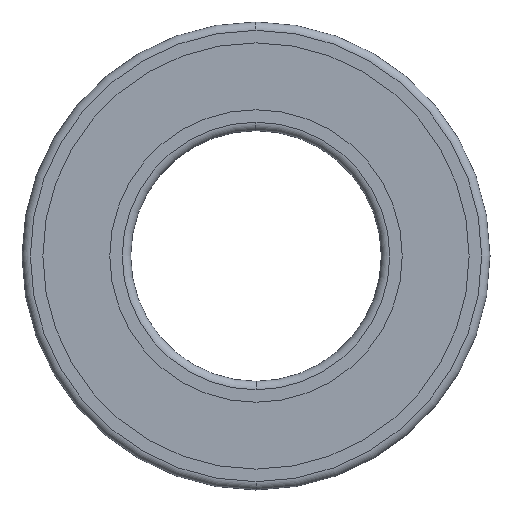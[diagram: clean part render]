
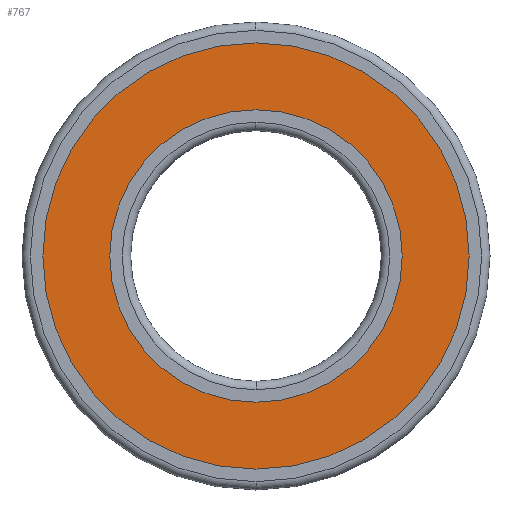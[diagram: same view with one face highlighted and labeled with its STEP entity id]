
A CAD part, left-side view. The second image highlights one B-rep face of the part: STEP entity #767.
In plain terms, the highlighted planar face has unit normal (-1, 0, 0).
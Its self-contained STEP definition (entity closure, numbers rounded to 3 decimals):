
#54 = DIRECTION ( 'NONE',  ( 0., 0., -1. ) ) ;
#55 = DIRECTION ( 'NONE',  ( 1., 0., 0. ) ) ;
#57 = PLANE ( 'NONE',  #693 ) ;
#66 = CARTESIAN_POINT ( 'NONE',  ( 0.5, 12.75, 0. ) ) ;
#203 = DIRECTION ( 'NONE',  ( 0., 0., 1. ) ) ;
#204 = DIRECTION ( 'NONE',  ( -1., 0., 0. ) ) ;
#205 = CARTESIAN_POINT ( 'NONE',  ( 0.5, 0., 0. ) ) ;
#214 = DIRECTION ( 'NONE',  ( 0., 0., 1. ) ) ;
#215 = DIRECTION ( 'NONE',  ( -1., 0., 0. ) ) ;
#218 = CARTESIAN_POINT ( 'NONE',  ( 0.5, 0., 0. ) ) ;
#221 = DIRECTION ( 'NONE',  ( 0., 0., 1. ) ) ;
#222 = DIRECTION ( 'NONE',  ( -1., 0., 0. ) ) ;
#223 = CARTESIAN_POINT ( 'NONE',  ( 0.5, 0., 0. ) ) ;
#224 = DIRECTION ( 'NONE',  ( 0., 0., 1. ) ) ;
#225 = DIRECTION ( 'NONE',  ( -1., 0., 0. ) ) ;
#226 = CARTESIAN_POINT ( 'NONE',  ( 0.5, 0., 0. ) ) ;
#246 = CARTESIAN_POINT ( 'NONE',  ( 0.5, 0., 12.75 ) ) ;
#268 = CARTESIAN_POINT ( 'NONE',  ( 0.5, 0., -12.75 ) ) ;
#269 = CARTESIAN_POINT ( 'NONE',  ( 0.5, 0., -8.75 ) ) ;
#273 = CARTESIAN_POINT ( 'NONE',  ( 0.5, 0., 8.75 ) ) ;
#318 = EDGE_LOOP ( 'NONE', ( #516, #517 ) ) ;
#327 = FACE_OUTER_BOUND ( 'NONE', #610, .T. ) ;
#330 = FACE_BOUND ( 'NONE', #318, .T. ) ;
#397 = CIRCLE ( 'NONE', #737, 12.75 ) ;
#404 = CIRCLE ( 'NONE', #739, 8.75 ) ;
#405 = CIRCLE ( 'NONE', #740, 8.75 ) ;
#408 = CIRCLE ( 'NONE', #741, 12.75 ) ;
#516 = ORIENTED_EDGE ( 'NONE', *, *, #656, .F. ) ;
#517 = ORIENTED_EDGE ( 'NONE', *, *, #655, .F. ) ;
#518 = ORIENTED_EDGE ( 'NONE', *, *, #654, .T. ) ;
#519 = ORIENTED_EDGE ( 'NONE', *, *, #660, .T. ) ;
#546 = VERTEX_POINT ( 'NONE', #273 ) ;
#549 = VERTEX_POINT ( 'NONE', #269 ) ;
#550 = VERTEX_POINT ( 'NONE', #268 ) ;
#553 = VERTEX_POINT ( 'NONE', #246 ) ;
#610 = EDGE_LOOP ( 'NONE', ( #518, #519 ) ) ;
#654 = EDGE_CURVE ( 'NONE', #553, #550, #408, .T. ) ;
#655 = EDGE_CURVE ( 'NONE', #549, #546, #405, .T. ) ;
#656 = EDGE_CURVE ( 'NONE', #546, #549, #404, .T. ) ;
#660 = EDGE_CURVE ( 'NONE', #550, #553, #397, .T. ) ;
#693 = AXIS2_PLACEMENT_3D ( 'NONE', #66, #55, #54 ) ;
#737 = AXIS2_PLACEMENT_3D ( 'NONE', #205, #204, #203 ) ;
#739 = AXIS2_PLACEMENT_3D ( 'NONE', #218, #215, #214 ) ;
#740 = AXIS2_PLACEMENT_3D ( 'NONE', #223, #222, #221 ) ;
#741 = AXIS2_PLACEMENT_3D ( 'NONE', #226, #225, #224 ) ;
#767 = ADVANCED_FACE ( 'NONE', ( #330, #327 ), #57, .F. ) ;
